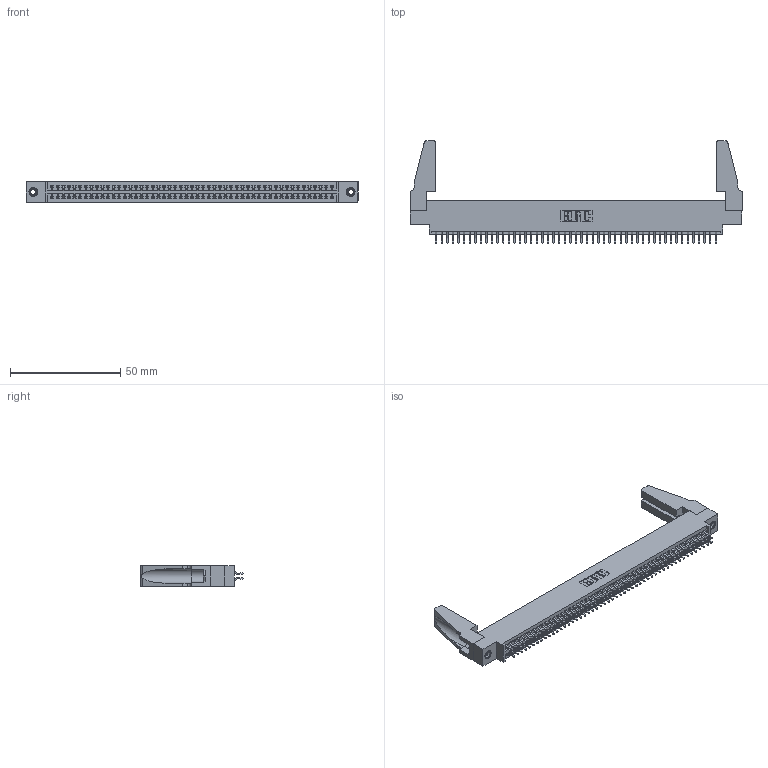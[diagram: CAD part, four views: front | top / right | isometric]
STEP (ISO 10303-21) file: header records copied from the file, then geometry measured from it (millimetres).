
FILE_DESCRIPTION (( 'STEP AP203' ), '1' );
FILE_NAME ('395-102-556-888.STEP', '2019-10-26T19:13:33', ( '' ), ( '' ), 'SwSTEP 2.0', 'SolidWorks 2016', '' );
FILE_SCHEMA (( 'CONFIG_CONTROL_DESIGN' ));
Length unit declared in the file: inch
Products named in the file (5): 345-220-078_345-220-088; 395-102-556-888; 345 Part_0.170 Offset - 0.156 Dia-TH; 345-292-001_556 Tail; 345-250-001_345-250-001-102
Assembly tree (107 placements, depth 2):
  395-102-556-888
    345 Part_0.170 Offset - 0.156 Dia-TH
    345-292-001_556 Tail  x102
    345-250-001_345-250-001-102  x2
    345-220-078_345-220-088  x2
Bounding box: 150.77 x 46.41 x 9.4 mm (x, y, z)
Volume: 17864.9 mm3; surface area: 24950.3 mm2
Topology: 107 solids, 107 shells, 5966 faces, 17701 edges, 11654 vertices
Faces by surface type: plane 3930, cylinder 2020, cone 12, torus 4
Entity records: 41304 total; most frequent: CARTESIAN_POINT 6926, ORIENTED_EDGE 6808, DIRECTION 6088, EDGE_CURVE 3404, LINE 3018, VECTOR 3018, VERTEX_POINT 2262, AXIS2_PLACEMENT_3D 1535
